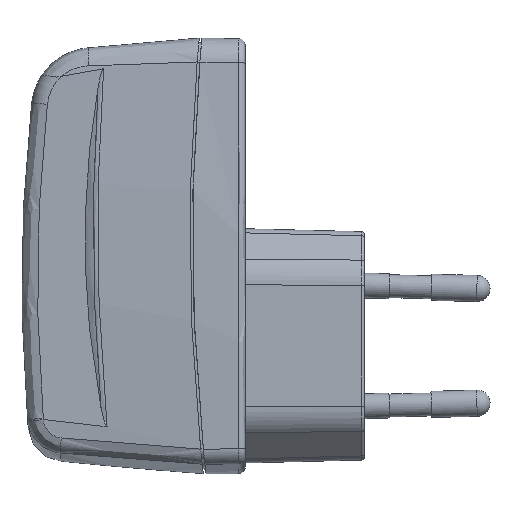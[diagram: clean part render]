
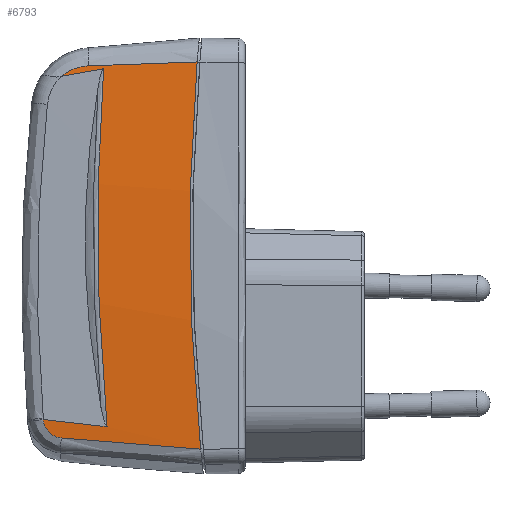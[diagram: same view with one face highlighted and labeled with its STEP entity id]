
A CAD part, left-side view. The second image highlights one B-rep face of the part: STEP entity #6793.
In plain terms, the highlighted free-form (B-spline) face has degree [3, 3] with [6, 4] control points.
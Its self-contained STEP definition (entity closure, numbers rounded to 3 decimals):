
#75=CARTESIAN_POINT('',(-12.279,6.373,-30.453));
#77=CARTESIAN_POINT('',(-12.279,6.373,-30.453));
#78=CARTESIAN_POINT('',(-12.451,6.774,-26.533));
#79=CARTESIAN_POINT('',(-12.693,7.431,-18.68));
#80=CARTESIAN_POINT('',(-12.749,7.978,-6.856));
#81=CARTESIAN_POINT('',(-12.499,8.085,4.983));
#82=CARTESIAN_POINT('',(-11.942,7.752,16.814));
#83=CARTESIAN_POINT('',(-11.367,7.237,24.677));
#84=CARTESIAN_POINT('',(-11.028,6.907,28.603));
#2426=CARTESIAN_POINT('',(-11.429,27.635,
-28.75));
#2427=CARTESIAN_POINT('',(-11.422,27.81,
-28.736));
#2428=CARTESIAN_POINT('',(-11.409,28.189,
-28.67));
#2429=CARTESIAN_POINT('',(-11.394,28.744,
-28.452));
#2430=CARTESIAN_POINT('',(-11.386,29.272,
-28.099));
#2431=CARTESIAN_POINT('',(-11.386,29.72,
-27.636));
#2432=CARTESIAN_POINT('',(-11.393,30.07,
-27.082));
#2433=CARTESIAN_POINT('',(-11.407,30.288,
-26.504));
#2434=CARTESIAN_POINT('',(-11.419,30.36,
-26.11));
#2435=CARTESIAN_POINT('',(-11.425,30.378,
-25.934));
#2437=CARTESIAN_POINT('',(-11.425,30.378,
-25.934));
#2438=CARTESIAN_POINT('',(-11.425,30.374,
-25.934));
#2439=CARTESIAN_POINT('',(-11.425,30.366,
-25.933));
#2440=CARTESIAN_POINT('',(-11.426,30.355,
-25.933));
#2441=CARTESIAN_POINT('',(-11.426,30.347,
-25.934));
#2442=CARTESIAN_POINT('',(-11.426,30.343,
-25.934));
#2444=CARTESIAN_POINT('',(-11.426,30.343,
-25.934));
#2445=CARTESIAN_POINT('',(-11.468,29.266,
-26.062));
#2446=CARTESIAN_POINT('',(-11.553,27.112,
-26.314));
#2447=CARTESIAN_POINT('',(-11.68,23.881,
-26.681));
#2448=CARTESIAN_POINT('',(-11.764,21.725,
-26.921));
#2449=CARTESIAN_POINT('',(-11.807,20.647,
-27.039));
#2451=CARTESIAN_POINT('',(-10.495,21.169,27.562));
#2452=CARTESIAN_POINT('',(-10.475,21.881,27.436));
#2453=CARTESIAN_POINT('',(-10.435,23.307,27.182));
#2454=CARTESIAN_POINT('',(-10.374,25.447,26.799));
#2455=CARTESIAN_POINT('',(-10.333,26.874,26.542));
#2456=CARTESIAN_POINT('',(-10.313,27.587,26.414));
#2458=CARTESIAN_POINT('',(-10.313,27.587,26.414));
#2459=CARTESIAN_POINT('',(-10.312,27.552,26.443));
#2460=CARTESIAN_POINT('',(-10.309,27.42,26.553));
#2461=CARTESIAN_POINT('',(-10.303,27.184,26.735));
#2462=CARTESIAN_POINT('',(-10.299,26.871,26.949));
#2463=CARTESIAN_POINT('',(-10.296,26.549,27.143));
#2464=CARTESIAN_POINT('',(-10.295,26.218,27.319));
#2465=CARTESIAN_POINT('',(-10.297,25.88,27.474));
#2466=CARTESIAN_POINT('',(-10.3,25.536,27.61));
#2467=CARTESIAN_POINT('',(-10.305,25.187,27.726));
#2468=CARTESIAN_POINT('',(-10.312,24.833,27.822));
#2469=CARTESIAN_POINT('',(-10.321,24.477,27.899));
#2470=CARTESIAN_POINT('',(-10.331,24.12,27.955));
#2471=CARTESIAN_POINT('',(-10.344,23.761,27.992));
#2472=CARTESIAN_POINT('',(-10.353,23.522,28.004));
#2473=CARTESIAN_POINT('',(-10.358,23.403,28.007));
#2474=CARTESIAN_POINT('',(-10.358,23.403,28.007));
#2476=CARTESIAN_POINT('',(-10.358,23.403,28.007));
#2477=CARTESIAN_POINT('',(-10.396,22.493,28.028));
#2478=CARTESIAN_POINT('',(-10.475,20.579,28.08));
#2479=CARTESIAN_POINT('',(-10.611,17.248,28.195));
#2480=CARTESIAN_POINT('',(-10.743,13.979,28.323));
#2481=CARTESIAN_POINT('',(-10.876,10.661,28.458));
#2482=CARTESIAN_POINT('',(-10.976,8.189,28.554));
#2483=CARTESIAN_POINT('',(-11.028,6.907,28.603));
#2485=CARTESIAN_POINT('',(-11.429,27.635,
-28.75));
#2486=CARTESIAN_POINT('',(-11.523,25.277,
-28.939));
#2487=CARTESIAN_POINT('',(-11.712,20.557,
-29.317));
#2488=CARTESIAN_POINT('',(-11.996,13.469,
-29.883));
#2489=CARTESIAN_POINT('',(-12.185,8.739,
-30.264));
#2490=CARTESIAN_POINT('',(-12.279,6.373,
-30.453));
#2988=CARTESIAN_POINT('',(-10.495,21.169,27.562));
#2989=CARTESIAN_POINT('',(-10.786,21.427,24.113));
#2990=CARTESIAN_POINT('',(-11.295,21.841,17.129));
#2991=CARTESIAN_POINT('',(-11.826,22.119,6.412));
#2992=CARTESIAN_POINT('',(-12.106,22.039,
-4.529));
#2993=CARTESIAN_POINT('',(-12.121,21.578,
-15.678));
#2994=CARTESIAN_POINT('',(-11.944,21.004,
-23.233));
#2995=CARTESIAN_POINT('',(-11.807,20.647,
-27.039));
#3136=VERTEX_POINT('',#75);
#3137=VERTEX_POINT('',#84);
#3543=VERTEX_POINT('',#2476);
#3544=VERTEX_POINT('',#2485);
#3545=VERTEX_POINT('',#2435);
#3546=VERTEX_POINT('',#2442);
#3547=VERTEX_POINT('',#2449);
#3548=VERTEX_POINT('',#2988);
#3549=VERTEX_POINT('',#2456);
#6750=CARTESIAN_POINT('',(-10.946,6.333,29.779));
#6751=CARTESIAN_POINT('',(-10.59,14.507,29.747));
#6752=CARTESIAN_POINT('',(-10.235,22.681,29.715));
#6753=CARTESIAN_POINT('',(-9.879,30.855,29.684));
#6754=CARTESIAN_POINT('',(-10.98,6.368,29.387));
#6755=CARTESIAN_POINT('',(-10.625,14.541,29.356));
#6756=CARTESIAN_POINT('',(-10.269,22.715,29.324));
#6757=CARTESIAN_POINT('',(-9.914,30.889,29.293));
#6758=CARTESIAN_POINT('',(-12.73,8.09,9.41));
#6759=CARTESIAN_POINT('',(-12.373,16.264,9.394));
#6760=CARTESIAN_POINT('',(-12.017,24.438,9.379));
#6761=CARTESIAN_POINT('',(-11.66,32.612,9.363));
#6762=CARTESIAN_POINT('',(-13.168,7.904,
-11.238));
#6763=CARTESIAN_POINT('',(-12.811,16.078,
-11.238));
#6764=CARTESIAN_POINT('',(-12.453,24.251,
-11.237));
#6765=CARTESIAN_POINT('',(-12.096,32.425,
-11.237));
#6766=CARTESIAN_POINT('',(-12.265,5.82,
-31.237));
#6767=CARTESIAN_POINT('',(-11.909,13.994,
-31.221));
#6768=CARTESIAN_POINT('',(-11.552,22.168,
-31.205));
#6769=CARTESIAN_POINT('',(-11.195,30.342,
-31.188));
#6770=CARTESIAN_POINT('',(-12.247,5.778,
-31.629));
#6771=CARTESIAN_POINT('',(-11.89,13.952,
-31.612));
#6772=CARTESIAN_POINT('',(-11.534,22.126,
-31.596));
#6773=CARTESIAN_POINT('',(-11.177,30.3,
-31.579));
#6774=B_SPLINE_SURFACE_WITH_KNOTS('',3,3,((#6750,#6751,#6752,#6753),(#6754,
#6755,#6756,#6757),(#6758,#6759,#6760,#6761),(#6762,#6763,#6764,#6765),(#6766,
#6767,#6768,#6769),(#6770,#6771,#6772,#6773)),.UNSPECIFIED.,.F.,.F.,.F.,(4,1,1,
4),(4,4),(-0.02,0.,1.,1.02),(0.,
1.),.UNSPECIFIED.);
#6776=ORIENTED_EDGE('',*,*,#6775,.F.);
#6778=ORIENTED_EDGE('',*,*,#6777,.T.);
#6780=ORIENTED_EDGE('',*,*,#6779,.T.);
#6782=ORIENTED_EDGE('',*,*,#6781,.T.);
#6784=ORIENTED_EDGE('',*,*,#6783,.F.);
#6786=ORIENTED_EDGE('',*,*,#6785,.T.);
#6788=ORIENTED_EDGE('',*,*,#6787,.T.);
#6789=ORIENTED_EDGE('',*,*,#6742,.T.);
#6790=ORIENTED_EDGE('',*,*,#3626,.F.);
#6791=EDGE_LOOP('',(#6776,#6778,#6780,#6782,#6784,#6786,#6788,#6789,#6790));
#6792=FACE_OUTER_BOUND('',#6791,.F.);
#6793=ADVANCED_FACE('',(#6792),#6774,.F.);
#85=B_SPLINE_CURVE_WITH_KNOTS('',3,(#77,#78,#79,#80,#81,#82,#83,#84),
.UNSPECIFIED.,.F.,.F.,(4,1,1,1,1,4),(0.,0.2,0.4,0.6,0.8,1.),
.UNSPECIFIED.);
#2436=B_SPLINE_CURVE_WITH_KNOTS('',3,(#2426,#2427,#2428,#2429,#2430,#2431,#2432,
#2433,#2434,#2435),.UNSPECIFIED.,.F.,.F.,(4,1,1,1,1,1,1,4),(0.,
0.125,0.273,0.422,0.572,
0.724,0.877,1.),.UNSPECIFIED.);
#2443=B_SPLINE_CURVE_WITH_KNOTS('',3,(#2437,#2438,#2439,#2440,#2441,#2442),
.UNSPECIFIED.,.F.,.F.,(4,1,1,4),(0.,0.333,0.667,1.),
.UNSPECIFIED.);
#2450=B_SPLINE_CURVE_WITH_KNOTS('',3,(#2444,#2445,#2446,#2447,#2448,#2449),
.UNSPECIFIED.,.F.,.F.,(4,1,1,4),(0.,0.333,0.667,1.),
.UNSPECIFIED.);
#2457=B_SPLINE_CURVE_WITH_KNOTS('',3,(#2451,#2452,#2453,#2454,#2455,#2456),
.UNSPECIFIED.,.F.,.F.,(4,1,1,4),(0.,0.333,0.667,1.),
.UNSPECIFIED.);
#2475=B_SPLINE_CURVE_WITH_KNOTS('',3,(#2458,#2459,#2460,#2461,#2462,#2463,#2464,
#2465,#2466,#2467,#2468,#2469,#2470,#2471,#2472,#2473,#2474),.UNSPECIFIED.,.F.,
.F.,(4,1,1,1,1,1,1,1,1,1,1,1,1,1,4),(0.,0.029,0.111,
0.193,0.275,0.357,0.438,
0.519,0.6,0.68,0.76,
0.84,0.92,1.,1.),.UNSPECIFIED.);
#2484=B_SPLINE_CURVE_WITH_KNOTS('',3,(#2476,#2477,#2478,#2479,#2480,#2481,#2482,
#2483),.UNSPECIFIED.,.F.,.F.,(4,1,1,1,1,4),(0.,0.2,0.4,0.6,0.8,1.),
.UNSPECIFIED.);
#2491=B_SPLINE_CURVE_WITH_KNOTS('',3,(#2485,#2486,#2487,#2488,#2489,#2490),
.UNSPECIFIED.,.F.,.F.,(4,1,1,4),(0.,0.333,0.667,1.),
.UNSPECIFIED.);
#2996=B_SPLINE_CURVE_WITH_KNOTS('',3,(#2988,#2989,#2990,#2991,#2992,#2993,#2994,
#2995),.UNSPECIFIED.,.F.,.F.,(4,1,1,1,1,4),(0.,0.2,0.4,0.6,0.8,1.),
.UNSPECIFIED.);
#3626=EDGE_CURVE('',#3136,#3137,#85,.T.);
#6742=EDGE_CURVE('',#3543,#3137,#2484,.T.);
#6775=EDGE_CURVE('',#3544,#3136,#2491,.T.);
#6777=EDGE_CURVE('',#3544,#3545,#2436,.T.);
#6779=EDGE_CURVE('',#3545,#3546,#2443,.T.);
#6781=EDGE_CURVE('',#3546,#3547,#2450,.T.);
#6783=EDGE_CURVE('',#3548,#3547,#2996,.T.);
#6785=EDGE_CURVE('',#3548,#3549,#2457,.T.);
#6787=EDGE_CURVE('',#3549,#3543,#2475,.T.);
